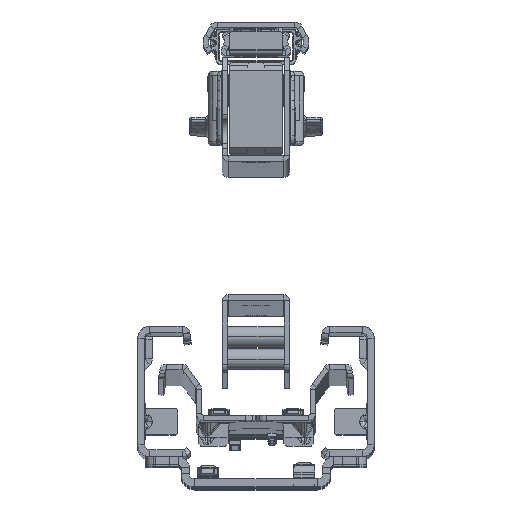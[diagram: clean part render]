
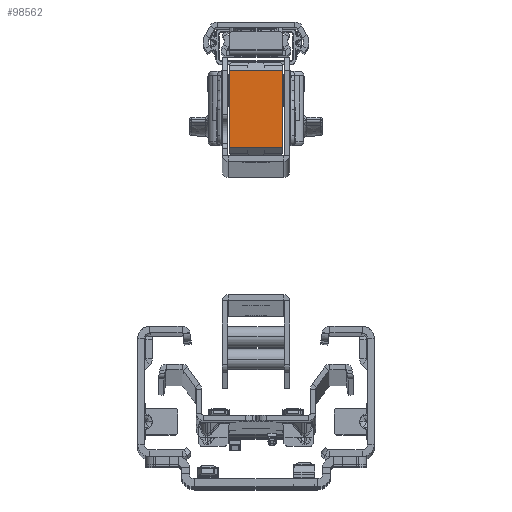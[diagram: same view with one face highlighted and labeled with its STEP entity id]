
A CAD part, top view. The second image highlights one B-rep face of the part: STEP entity #98562.
In plain terms, the highlighted face is planar.
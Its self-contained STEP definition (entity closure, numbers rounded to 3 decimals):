
#249 = CARTESIAN_POINT ( 'NONE',  ( -8., -17.5, 10. ) ) ;
#4622 = VECTOR ( 'NONE', #121858, 1000. ) ;
#12531 = CARTESIAN_POINT ( 'NONE',  ( -8., 14.5, 10. ) ) ;
#16221 = CARTESIAN_POINT ( 'NONE',  ( -8., -14.5, 9. ) ) ;
#17024 = DIRECTION ( 'NONE',  ( 0., 0., 1. ) ) ;
#17177 = EDGE_CURVE ( 'NONE', #101995, #107816, #121522, .T. ) ;
#29535 = LINE ( 'NONE', #106510, #4622 ) ;
#31620 = ORIENTED_EDGE ( 'NONE', *, *, #96811, .F. ) ;
#36572 = PLANE ( 'NONE',  #69137 ) ;
#36708 = DIRECTION ( 'NONE',  ( 0., 1., 0. ) ) ;
#36790 = CARTESIAN_POINT ( 'NONE',  ( -8., -14.5, 10. ) ) ;
#38714 = DIRECTION ( 'NONE',  ( 0., 1., 0. ) ) ;
#40545 = VECTOR ( 'NONE', #36708, 1000. ) ;
#41684 = EDGE_CURVE ( 'NONE', #107816, #51521, #48173, .T. ) ;
#43514 = VECTOR ( 'NONE', #38714, 1000. ) ;
#48173 = LINE ( 'NONE', #249, #43514 ) ;
#48442 = ORIENTED_EDGE ( 'NONE', *, *, #41684, .T. ) ;
#51521 = VERTEX_POINT ( 'NONE', #12531 ) ;
#54670 = DIRECTION ( 'NONE',  ( 0., 0., 1. ) ) ;
#62433 = VERTEX_POINT ( 'NONE', #77975 ) ;
#63867 = CARTESIAN_POINT ( 'NONE',  ( -8., -14.5, -10. ) ) ;
#69137 = AXIS2_PLACEMENT_3D ( 'NONE', #103453, #123603, #17024 ) ;
#69650 = VECTOR ( 'NONE', #54670, 1000. ) ;
#72168 = ORIENTED_EDGE ( 'NONE', *, *, #97811, .T. ) ;
#77975 = CARTESIAN_POINT ( 'NONE',  ( -8., 14.5, -10. ) ) ;
#84653 = LINE ( 'NONE', #105429, #40545 ) ;
#88626 = EDGE_LOOP ( 'NONE', ( #31620, #114197, #48442, #72168 ) ) ;
#93958 = FACE_OUTER_BOUND ( 'NONE', #88626, .T. ) ;
#96811 = EDGE_CURVE ( 'NONE', #101995, #62433, #84653, .T. ) ;
#97811 = EDGE_CURVE ( 'NONE', #51521, #62433, #29535, .T. ) ;
#98562 = ADVANCED_FACE ( 'NONE', ( #93958 ), #36572, .T. ) ;
#101995 = VERTEX_POINT ( 'NONE', #63867 ) ;
#103453 = CARTESIAN_POINT ( 'NONE',  ( -8., -17.5, 10. ) ) ;
#105429 = CARTESIAN_POINT ( 'NONE',  ( -8., -17.5, -10. ) ) ;
#106510 = CARTESIAN_POINT ( 'NONE',  ( -8., 14.5, -9. ) ) ;
#107816 = VERTEX_POINT ( 'NONE', #36790 ) ;
#114197 = ORIENTED_EDGE ( 'NONE', *, *, #17177, .T. ) ;
#121522 = LINE ( 'NONE', #16221, #69650 ) ;
#121858 = DIRECTION ( 'NONE',  ( 0., 0., -1. ) ) ;
#123603 = DIRECTION ( 'NONE',  ( -1., 0., 0. ) ) ;
